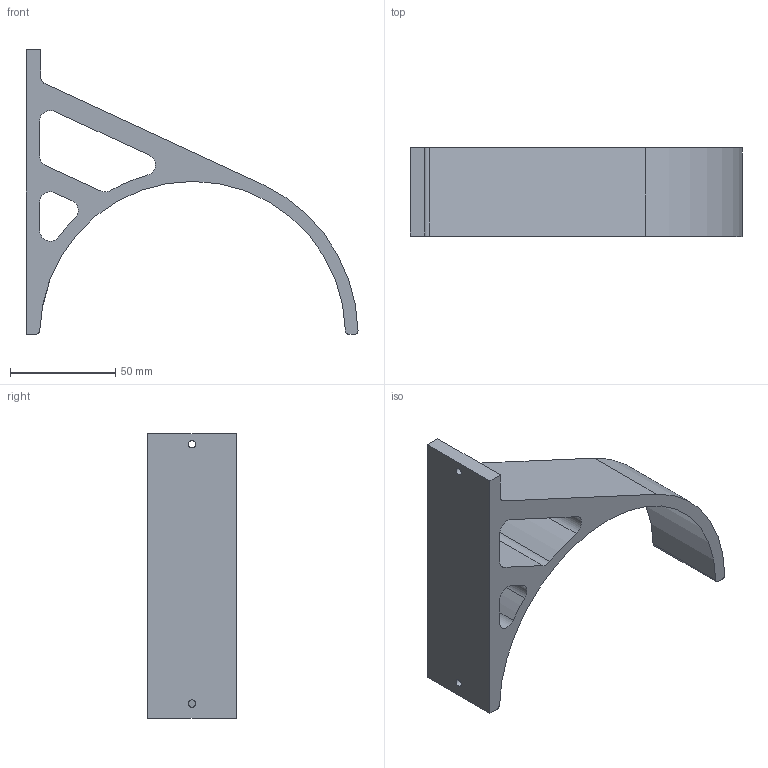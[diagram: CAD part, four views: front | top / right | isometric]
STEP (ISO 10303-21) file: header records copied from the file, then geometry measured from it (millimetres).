
FILE_DESCRIPTION(/* description */ (''),/* implementation_level */ '2;1');
FILE_NAME(/* name */ 'WallMountBerg.step',/* time_stamp */ '2020-11-08T23:41:43+01:00',/* author */ (''),/* organization */ (''),/* preprocessor_version */ 'ST-DEVELOPER v18.1',/* originating_system */ 'Autodesk Translation Framework v9.3.0.1241',/* authorisation */ '');
FILE_SCHEMA (('AUTOMOTIVE_DESIGN { 1 0 10303 214 3 1 1 }'));
Length unit declared in the file: millimetre
Products named in the file (1): WallMount
Bounding box: 157.48 x 42 x 135 mm (x, y, z)
Volume: 146812 mm3; surface area: 41246.2 mm2
Topology: 1 solids, 1 shells, 32 faces, 89 edges, 59 vertices
Faces by surface type: cylinder 17, plane 13, cone 1, bspline 1
Full cylindrical faces by diameter (mm): 3.5 x2
Entity records: 1246 total; most frequent: CARTESIAN_POINT 348, DIRECTION 184, ORIENTED_EDGE 178, EDGE_CURVE 89, AXIS2_PLACEMENT_3D 66, VERTEX_POINT 59, LINE 52, VECTOR 52
